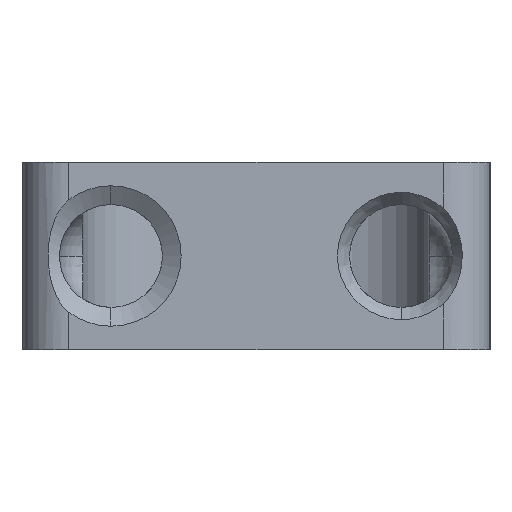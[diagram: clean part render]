
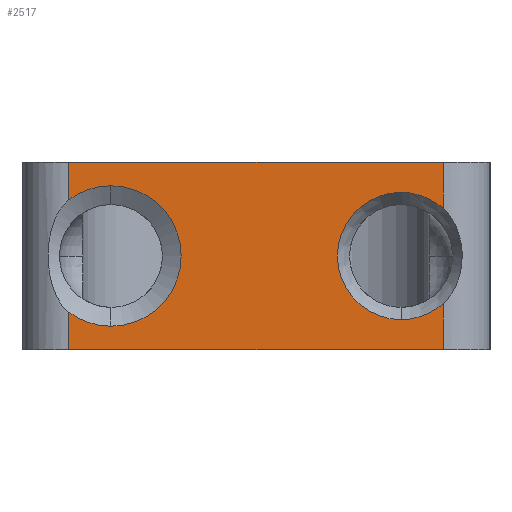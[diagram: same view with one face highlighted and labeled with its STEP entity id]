
A CAD part, left-side view. The second image highlights one B-rep face of the part: STEP entity #2517.
In plain terms, the highlighted planar face has unit normal (-1, 0, 0).
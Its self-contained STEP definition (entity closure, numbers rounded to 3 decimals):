
#8 = CARTESIAN_POINT ( 'NONE',  ( -35., -4., 4. ) ) ;
#34 = CARTESIAN_POINT ( 'NONE',  ( -35., 3.1, 0.5 ) ) ;
#163 = FACE_OUTER_BOUND ( 'NONE', #1903, .T. ) ;
#171 = VERTEX_POINT ( 'NONE', #2417 ) ;
#179 = CARTESIAN_POINT ( 'NONE',  ( -35., -5., 4. ) ) ;
#186 = VERTEX_POINT ( 'NONE', #2210 ) ;
#231 = DIRECTION ( 'NONE',  ( 0., 0., -1. ) ) ;
#264 = ORIENTED_EDGE ( 'NONE', *, *, #658, .T. ) ;
#268 = CARTESIAN_POINT ( 'NONE',  ( -35., 4., 4. ) ) ;
#309 = AXIS2_PLACEMENT_3D ( 'NONE', #2548, #666, #2340 ) ;
#387 = DIRECTION ( 'NONE',  ( 0., 0., -1. ) ) ;
#444 = AXIS2_PLACEMENT_3D ( 'NONE', #1318, #536, #1417 ) ;
#458 = ORIENTED_EDGE ( 'NONE', *, *, #984, .T. ) ;
#467 = ORIENTED_EDGE ( 'NONE', *, *, #707, .F. ) ;
#488 = VERTEX_POINT ( 'NONE', #268 ) ;
#512 = VECTOR ( 'NONE', #2643, 1000. ) ;
#516 = CARTESIAN_POINT ( 'NONE',  ( -35., 4., 0.8 ) ) ;
#536 = DIRECTION ( 'NONE',  ( 1., 0., 0. ) ) ;
#547 = AXIS2_PLACEMENT_3D ( 'NONE', #2610, #939, #965 ) ;
#556 = DIRECTION ( 'NONE',  ( 0., 0., -1. ) ) ;
#618 = ORIENTED_EDGE ( 'NONE', *, *, #2263, .T. ) ;
#619 = DIRECTION ( 'NONE',  ( 0., -1., 0. ) ) ;
#658 = EDGE_CURVE ( 'NONE', #2501, #1876, #1675, .T. ) ;
#666 = DIRECTION ( 'NONE',  ( 1., 0., 0. ) ) ;
#671 = CARTESIAN_POINT ( 'NONE',  ( -35., -4., 0. ) ) ;
#707 = EDGE_CURVE ( 'NONE', #488, #1673, #1021, .T. ) ;
#756 = CARTESIAN_POINT ( 'NONE',  ( -35., 4., 4. ) ) ;
#775 = CARTESIAN_POINT ( 'NONE',  ( -35., 4., 0. ) ) ;
#780 = CARTESIAN_POINT ( 'NONE',  ( -35., -5., 4. ) ) ;
#851 = VERTEX_POINT ( 'NONE', #1092 ) ;
#857 = DIRECTION ( 'NONE',  ( 1., 0., 0. ) ) ;
#907 = VECTOR ( 'NONE', #1628, 1000. ) ;
#939 = DIRECTION ( 'NONE',  ( 1., 0., 0. ) ) ;
#942 = CARTESIAN_POINT ( 'NONE',  ( -35., -4., 0.981 ) ) ;
#946 = DIRECTION ( 'NONE',  ( 1., 0., 0. ) ) ;
#965 = DIRECTION ( 'NONE',  ( 0., 0., -1. ) ) ;
#969 = DIRECTION ( 'NONE',  ( 0., 0., -1. ) ) ;
#971 = PLANE ( 'NONE',  #1226 ) ;
#984 = EDGE_CURVE ( 'NONE', #2129, #171, #1552, .T. ) ;
#1000 = CARTESIAN_POINT ( 'NONE',  ( -35., -4., 3.019 ) ) ;
#1003 = LINE ( 'NONE', #1640, #1176 ) ;
#1021 = LINE ( 'NONE', #780, #907 ) ;
#1032 = EDGE_CURVE ( 'NONE', #1307, #2129, #1978, .T. ) ;
#1034 = CARTESIAN_POINT ( 'NONE',  ( -35., -3.1, 0.64 ) ) ;
#1038 = ORIENTED_EDGE ( 'NONE', *, *, #2134, .T. ) ;
#1092 = CARTESIAN_POINT ( 'NONE',  ( -35., 4., 3.2 ) ) ;
#1112 = ORIENTED_EDGE ( 'NONE', *, *, #1153, .T. ) ;
#1116 = ORIENTED_EDGE ( 'NONE', *, *, #1161, .T. ) ;
#1153 = EDGE_CURVE ( 'NONE', #171, #2492, #1516, .T. ) ;
#1161 = EDGE_CURVE ( 'NONE', #186, #2710, #2113, .T. ) ;
#1176 = VECTOR ( 'NONE', #556, 1000. ) ;
#1202 = EDGE_CURVE ( 'NONE', #2710, #2068, #1358, .T. ) ;
#1210 = EDGE_CURVE ( 'NONE', #2068, #2501, #2024, .T. ) ;
#1226 = AXIS2_PLACEMENT_3D ( 'NONE', #179, #2675, #387 ) ;
#1244 = CARTESIAN_POINT ( 'NONE',  ( -35., -5., 0. ) ) ;
#1307 = VERTEX_POINT ( 'NONE', #942 ) ;
#1313 = ORIENTED_EDGE ( 'NONE', *, *, #1202, .T. ) ;
#1318 = CARTESIAN_POINT ( 'NONE',  ( -35., 3.1, 2. ) ) ;
#1345 = CARTESIAN_POINT ( 'NONE',  ( -35., -3.1, 2. ) ) ;
#1358 = CIRCLE ( 'NONE', #2139, 1.5 ) ;
#1372 = ORIENTED_EDGE ( 'NONE', *, *, #1210, .T. ) ;
#1385 = CARTESIAN_POINT ( 'NONE',  ( -35., 3.1, 2. ) ) ;
#1417 = DIRECTION ( 'NONE',  ( 0., 0., -1. ) ) ;
#1489 = VECTOR ( 'NONE', #619, 1000. ) ;
#1516 = CIRCLE ( 'NONE', #309, 1.36 ) ;
#1549 = AXIS2_PLACEMENT_3D ( 'NONE', #1345, #857, #231 ) ;
#1552 = CIRCLE ( 'NONE', #2237, 1.36 ) ;
#1628 = DIRECTION ( 'NONE',  ( 0., -1., 0. ) ) ;
#1640 = CARTESIAN_POINT ( 'NONE',  ( -35., 4., 4. ) ) ;
#1648 = EDGE_CURVE ( 'NONE', #851, #186, #2306, .T. ) ;
#1673 = VERTEX_POINT ( 'NONE', #1968 ) ;
#1675 = LINE ( 'NONE', #1244, #1489 ) ;
#1748 = ORIENTED_EDGE ( 'NONE', *, *, #2168, .T. ) ;
#1786 = DIRECTION ( 'NONE',  ( 0., 0., -1. ) ) ;
#1827 = DIRECTION ( 'NONE',  ( 0., 0., 1. ) ) ;
#1876 = VERTEX_POINT ( 'NONE', #671 ) ;
#1903 = EDGE_LOOP ( 'NONE', ( #264, #618, #2248, #458, #1112, #1038, #467, #1748, #2363, #1116, #1313, #1372 ) ) ;
#1961 = VECTOR ( 'NONE', #2518, 1000. ) ;
#1968 = CARTESIAN_POINT ( 'NONE',  ( -35., -4., 4. ) ) ;
#1978 = CIRCLE ( 'NONE', #1549, 1.36 ) ;
#1987 = CARTESIAN_POINT ( 'NONE',  ( -35., -3.1, 2. ) ) ;
#2024 = LINE ( 'NONE', #756, #512 ) ;
#2068 = VERTEX_POINT ( 'NONE', #516 ) ;
#2100 = LINE ( 'NONE', #8, #1961 ) ;
#2113 = CIRCLE ( 'NONE', #444, 1.5 ) ;
#2129 = VERTEX_POINT ( 'NONE', #1034 ) ;
#2134 = EDGE_CURVE ( 'NONE', #2492, #1673, #2260, .T. ) ;
#2139 = AXIS2_PLACEMENT_3D ( 'NONE', #1385, #2200, #969 ) ;
#2168 = EDGE_CURVE ( 'NONE', #488, #851, #1003, .T. ) ;
#2200 = DIRECTION ( 'NONE',  ( 1., 0., 0. ) ) ;
#2210 = CARTESIAN_POINT ( 'NONE',  ( -35., 3.1, 3.5 ) ) ;
#2237 = AXIS2_PLACEMENT_3D ( 'NONE', #1987, #946, #1786 ) ;
#2247 = CARTESIAN_POINT ( 'NONE',  ( -35., -4., 4. ) ) ;
#2248 = ORIENTED_EDGE ( 'NONE', *, *, #1032, .T. ) ;
#2260 = LINE ( 'NONE', #2247, #2617 ) ;
#2263 = EDGE_CURVE ( 'NONE', #1876, #1307, #2100, .T. ) ;
#2306 = CIRCLE ( 'NONE', #547, 1.5 ) ;
#2340 = DIRECTION ( 'NONE',  ( 0., 0., -1. ) ) ;
#2363 = ORIENTED_EDGE ( 'NONE', *, *, #1648, .T. ) ;
#2417 = CARTESIAN_POINT ( 'NONE',  ( -35., -3.1, 3.36 ) ) ;
#2492 = VERTEX_POINT ( 'NONE', #1000 ) ;
#2501 = VERTEX_POINT ( 'NONE', #775 ) ;
#2517 = ADVANCED_FACE ( 'NONE', ( #163 ), #971, .F. ) ;
#2518 = DIRECTION ( 'NONE',  ( 0., 0., 1. ) ) ;
#2548 = CARTESIAN_POINT ( 'NONE',  ( -35., -3.1, 2. ) ) ;
#2610 = CARTESIAN_POINT ( 'NONE',  ( -35., 3.1, 2. ) ) ;
#2617 = VECTOR ( 'NONE', #1827, 1000. ) ;
#2643 = DIRECTION ( 'NONE',  ( 0., 0., -1. ) ) ;
#2675 = DIRECTION ( 'NONE',  ( 1., 0., 0. ) ) ;
#2710 = VERTEX_POINT ( 'NONE', #34 ) ;
